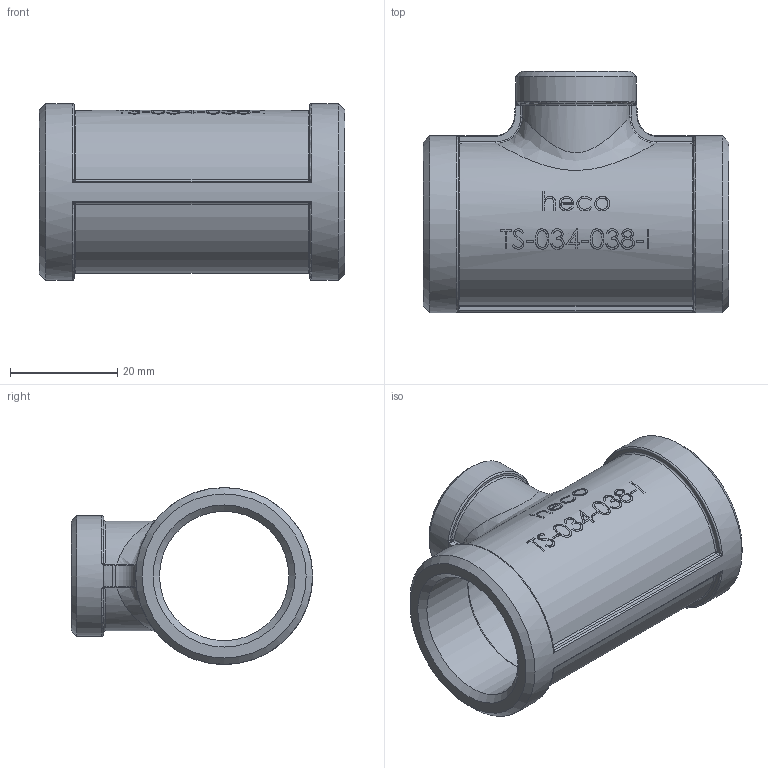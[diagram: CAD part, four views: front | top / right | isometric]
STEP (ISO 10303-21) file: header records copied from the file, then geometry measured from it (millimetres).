
FILE_DESCRIPTION (( 'STEP AP214' ), '1' );
FILE_NAME ('heco_TS-034-038-I.STEP', '2016-06-22T13:45:21', ( '' ), ( '' ), 'SwSTEP 2.0', 'SolidWorks 2011', '' );
FILE_SCHEMA (( 'AUTOMOTIVE_DESIGN' ));
Length unit declared in the file: millimetre
Products named in the file (1): heco_TS-034-038-I
Bounding box: 57 x 45 x 33 mm (x, y, z)
Volume: 15619.1 mm3; surface area: 12660.2 mm2
Topology: 1 solids, 1 shells, 309 faces, 777 edges, 492 vertices
Faces by surface type: bspline 145, plane 69, cylinder 60, torus 14, sphere 12, cone 9
Full cylindrical faces by diameter (mm): 14.95 x1, 17.1 x1, 22.5 x1, 24.117 x2, 27.1 x1, 33 x1
Entity records: 29623 total; most frequent: CARTESIAN_POINT 22223, ORIENTED_EDGE 1500, DIRECTION 753, EDGE_CURVE 750, VERTEX_POINT 486, B_SPLINE_CURVE_WITH_KNOTS 464, EDGE_LOOP 356, FACE_OUTER_BOUND 316
